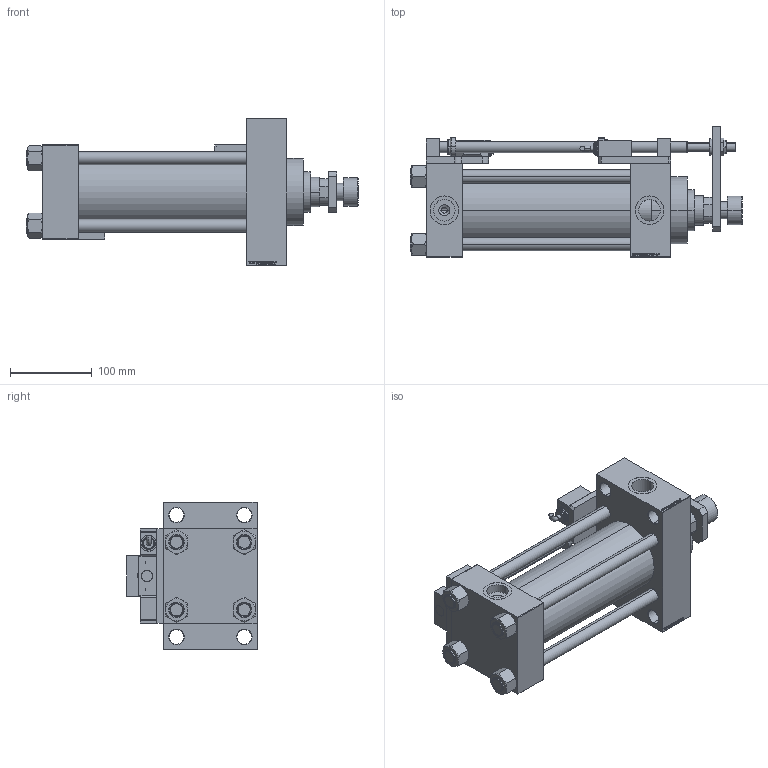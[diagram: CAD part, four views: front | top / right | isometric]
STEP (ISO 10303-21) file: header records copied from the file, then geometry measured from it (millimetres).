
FILE_DESCRIPTION (( 'STEP AP203' ), '1' );
FILE_NAME ('3445.STEP', '2025-11-24T09:58:27', ( '' ), ( '' ), 'SwSTEP 2.0', 'SolidWorks 2019', '' );
FILE_SCHEMA (( 'CONFIG_CONTROL_DESIGN' ));
Length unit declared in the file: millimetre
Products named in the file (17): V215CD_NUT_M5_D a811453ee7cac99eef67cb5918964b84; 3445; V215CD_D_Body a811453ee7cac99eef67cb5918964b84; V215CR_ROD_END_F a811453ee7cac99eef67cb5918964b84; V215CD_SWITCH_Q_PODLOZKA_BACK a811453ee7cac99eef67cb5918964b84; V215CD_D_TYCINKA a811453ee7cac99eef67cb5918964b84; V215CD_SWITCH_Q_NUT10 a811453ee7cac99eef67cb5918964b84; V215CD_SWITCH_Q_MAGNET a811453ee7cac99eef67cb5918964b84; V215CD_SWITCH_Q_NUT a811453ee7cac99eef67cb5918964b84; V215CD_SWITCH_Q_SWITCH a811453ee7cac99eef67cb5918964b84; V215CD_VC_A a811453ee7cac99eef67cb5918964b84; V215CD_SWITCH_Q_TYC a811453ee7cac99eef67cb5918964b84; V215CD_SWITCH_Q_DIMA a811453ee7cac99eef67cb5918964b84; V215CD_SWITCH_Q_BLOK a811453ee7cac99eef67cb5918964b84; V215CD_VCP_D a811453ee7cac99eef67cb5918964b84; V215CD_SWITCH_Q_PODLOZKA_FRONT a811453ee7cac99eef67cb5918964b84; V215CD_SWITCH_Q_ZARAZKA a811453ee7cac99eef67cb5918964b84
Assembly tree (25 placements, depth 2):
  3445
    V215CD_D_Body a811453ee7cac99eef67cb5918964b84
    V215CD_VC_A a811453ee7cac99eef67cb5918964b84
    V215CD_VCP_D a811453ee7cac99eef67cb5918964b84
    V215CD_D_TYCINKA a811453ee7cac99eef67cb5918964b84  x4
    V215CD_NUT_M5_D a811453ee7cac99eef67cb5918964b84  x4
    V215CR_ROD_END_F a811453ee7cac99eef67cb5918964b84
    V215CD_SWITCH_Q_BLOK a811453ee7cac99eef67cb5918964b84  x2
    V215CD_SWITCH_Q_DIMA a811453ee7cac99eef67cb5918964b84
    V215CD_SWITCH_Q_MAGNET a811453ee7cac99eef67cb5918964b84  x2
    V215CD_SWITCH_Q_NUT a811453ee7cac99eef67cb5918964b84
    V215CD_SWITCH_Q_NUT10 a811453ee7cac99eef67cb5918964b84
    V215CD_SWITCH_Q_PODLOZKA_BACK a811453ee7cac99eef67cb5918964b84
    V215CD_SWITCH_Q_PODLOZKA_FRONT a811453ee7cac99eef67cb5918964b84
    V215CD_SWITCH_Q_SWITCH a811453ee7cac99eef67cb5918964b84  x2
    V215CD_SWITCH_Q_TYC a811453ee7cac99eef67cb5918964b84
    V215CD_SWITCH_Q_ZARAZKA a811453ee7cac99eef67cb5918964b84
Bounding box: 406 x 160 x 180 mm (x, y, z)
Volume: 2683048.3 mm3; surface area: 516538.7 mm2
Topology: 25 solids, 25 shells, 1393 faces, 3445 edges, 2232 vertices
Faces by surface type: plane 670, bspline 368, cylinder 160, cone 155, torus 40
Entity records: 53817 total; most frequent: CARTESIAN_POINT 26099, ORIENTED_EDGE 5830, DIRECTION 4158, EDGE_CURVE 2915, VERTEX_POINT 1906, LINE 1740, VECTOR 1740, EDGE_LOOP 1325
